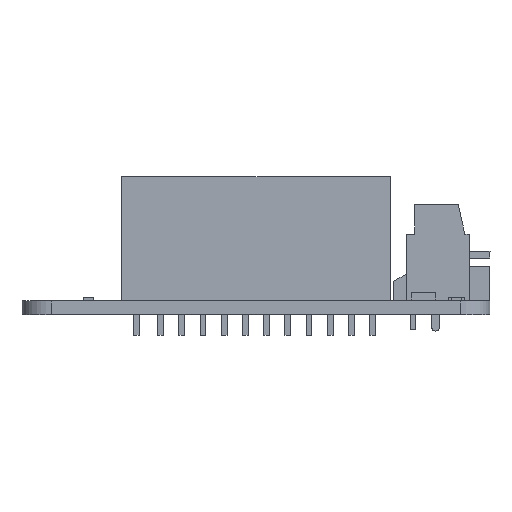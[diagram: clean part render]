
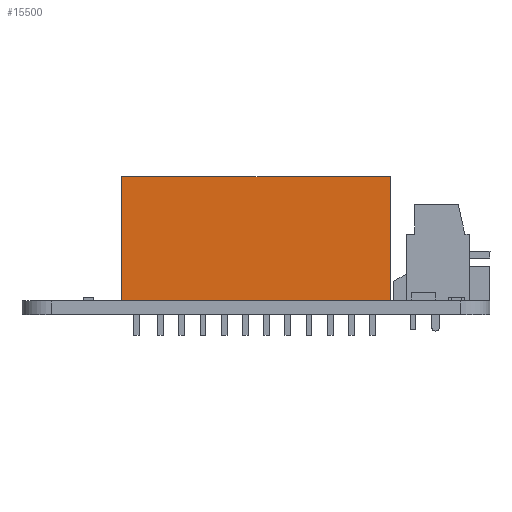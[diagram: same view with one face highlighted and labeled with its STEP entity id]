
A CAD part, left-side view. The second image highlights one B-rep face of the part: STEP entity #15500.
In plain terms, the highlighted planar face has unit normal (-1, 0, 0).
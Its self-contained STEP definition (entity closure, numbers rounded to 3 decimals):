
#15475 = VERTEX_POINT('',#15476);
#15476 = CARTESIAN_POINT('',(-4.5,16.05,14.85));
#15482 = EDGE_CURVE('',#15483,#15475,#15485,.T.);
#15483 = VERTEX_POINT('',#15484);
#15484 = CARTESIAN_POINT('',(-4.5,16.05,0.));
#15485 = LINE('',#15486,#15487);
#15486 = CARTESIAN_POINT('',(-4.5,16.05,0.));
#15487 = VECTOR('',#15488,1.);
#15488 = DIRECTION('',(0.,0.,1.));
#15500 = ADVANCED_FACE('',(#15501),#15526,.F.);
#15501 = FACE_BOUND('',#15502,.F.);
#15502 = EDGE_LOOP('',(#15503,#15504,#15512,#15520));
#15503 = ORIENTED_EDGE('',*,*,#15482,.T.);
#15504 = ORIENTED_EDGE('',*,*,#15505,.T.);
#15505 = EDGE_CURVE('',#15475,#15506,#15508,.T.);
#15506 = VERTEX_POINT('',#15507);
#15507 = CARTESIAN_POINT('',(-4.5,-16.05,14.85));
#15508 = LINE('',#15509,#15510);
#15509 = CARTESIAN_POINT('',(-4.5,16.05,14.85));
#15510 = VECTOR('',#15511,1.);
#15511 = DIRECTION('',(0.,-1.,0.));
#15512 = ORIENTED_EDGE('',*,*,#15513,.F.);
#15513 = EDGE_CURVE('',#15514,#15506,#15516,.T.);
#15514 = VERTEX_POINT('',#15515);
#15515 = CARTESIAN_POINT('',(-4.5,-16.05,0.));
#15516 = LINE('',#15517,#15518);
#15517 = CARTESIAN_POINT('',(-4.5,-16.05,0.));
#15518 = VECTOR('',#15519,1.);
#15519 = DIRECTION('',(0.,0.,1.));
#15520 = ORIENTED_EDGE('',*,*,#15521,.F.);
#15521 = EDGE_CURVE('',#15483,#15514,#15522,.T.);
#15522 = LINE('',#15523,#15524);
#15523 = CARTESIAN_POINT('',(-4.5,16.05,0.));
#15524 = VECTOR('',#15525,1.);
#15525 = DIRECTION('',(0.,-1.,0.));
#15526 = PLANE('',#15527);
#15527 = AXIS2_PLACEMENT_3D('',#15528,#15529,#15530);
#15528 = CARTESIAN_POINT('',(-4.5,16.05,0.));
#15529 = DIRECTION('',(1.,0.,0.));
#15530 = DIRECTION('',(0.,-1.,0.));
